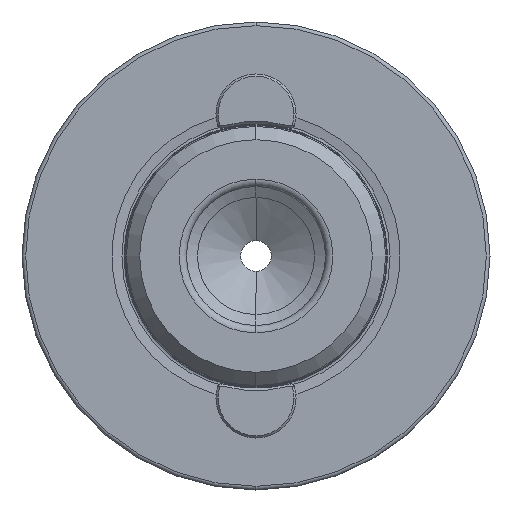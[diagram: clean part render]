
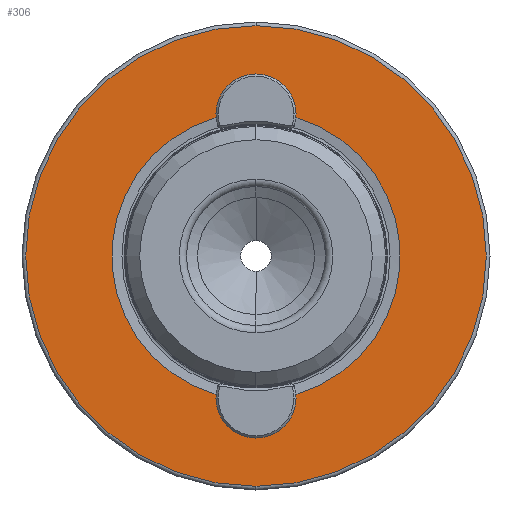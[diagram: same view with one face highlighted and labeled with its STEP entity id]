
A CAD part, left-side view. The second image highlights one B-rep face of the part: STEP entity #306.
In plain terms, the highlighted planar face has unit normal (-1, 0, 0).
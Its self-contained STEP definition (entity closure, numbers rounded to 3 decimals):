
#228 = DIRECTION ( 'NONE',  ( -1., 0., 0. ) ) ;
#280 = EDGE_CURVE ( 'NONE', #298, #1403, #2131, .T. ) ;
#298 = VERTEX_POINT ( 'NONE', #4562 ) ;
#306 = ADVANCED_FACE ( 'NONE', ( #2205, #2024 ), #4826, .F. ) ;
#383 = EDGE_CURVE ( 'NONE', #2422, #1521, #2075, .T. ) ;
#684 = AXIS2_PLACEMENT_3D ( 'NONE', #4351, #228, #1806 ) ;
#726 = AXIS2_PLACEMENT_3D ( 'NONE', #4445, #4730, #4700 ) ;
#866 = AXIS2_PLACEMENT_3D ( 'NONE', #4817, #4835, #4417 ) ;
#1064 = CARTESIAN_POINT ( 'NONE',  ( 0., -2.305, 19.58 ) ) ;
#1072 = ORIENTED_EDGE ( 'NONE', *, *, #3010, .F. ) ;
#1128 = ORIENTED_EDGE ( 'NONE', *, *, #3051, .F. ) ;
#1189 = ORIENTED_EDGE ( 'NONE', *, *, #3988, .F. ) ;
#1208 = ORIENTED_EDGE ( 'NONE', *, *, #383, .F. ) ;
#1271 = ORIENTED_EDGE ( 'NONE', *, *, #4412, .F. ) ;
#1328 = ORIENTED_EDGE ( 'NONE', *, *, #3072, .F. ) ;
#1339 = ORIENTED_EDGE ( 'NONE', *, *, #280, .T. ) ;
#1370 = CIRCLE ( 'NONE', #2415, 3. ) ;
#1395 = ORIENTED_EDGE ( 'NONE', *, *, #3079, .T. ) ;
#1403 = VERTEX_POINT ( 'NONE', #1921 ) ;
#1511 = EDGE_LOOP ( 'NONE', ( #1072, #1128, #1189, #1208, #1271, #1328 ) ) ;
#1521 = VERTEX_POINT ( 'NONE', #1064 ) ;
#1691 = CARTESIAN_POINT ( 'NONE',  ( 0., -2.305, -19.58 ) ) ;
#1747 = CIRCLE ( 'NONE', #2628, 3. ) ;
#1782 = EDGE_LOOP ( 'NONE', ( #1339, #1395 ) ) ;
#1806 = DIRECTION ( 'NONE',  ( 0., 0., 1. ) ) ;
#1827 = CARTESIAN_POINT ( 'NONE',  ( 0., 0., 21.5 ) ) ;
#1835 = DIRECTION ( 'NONE',  ( -1., 0., 0. ) ) ;
#1846 = DIRECTION ( 'NONE',  ( 0., 0., 1. ) ) ;
#1921 = CARTESIAN_POINT ( 'NONE',  ( 0., 0., -31.5 ) ) ;
#1990 = CIRCLE ( 'NONE', #4693, 3. ) ;
#2024 = FACE_OUTER_BOUND ( 'NONE', #1782, .T. ) ;
#2058 = CIRCLE ( 'NONE', #2301, 31.5 ) ;
#2075 = CIRCLE ( 'NONE', #684, 19.715 ) ;
#2112 = VERTEX_POINT ( 'NONE', #3996 ) ;
#2131 = CIRCLE ( 'NONE', #866, 31.5 ) ;
#2205 = FACE_BOUND ( 'NONE', #1511, .T. ) ;
#2301 = AXIS2_PLACEMENT_3D ( 'NONE', #4275, #4247, #4237 ) ;
#2309 = CIRCLE ( 'NONE', #2913, 19.715 ) ;
#2330 = CARTESIAN_POINT ( 'NONE',  ( 0., 0., 24.5 ) ) ;
#2415 = AXIS2_PLACEMENT_3D ( 'NONE', #4368, #4358, #4352 ) ;
#2422 = VERTEX_POINT ( 'NONE', #1691 ) ;
#2435 = CARTESIAN_POINT ( 'NONE',  ( 0., 2.305, 19.58 ) ) ;
#2569 = CARTESIAN_POINT ( 'NONE',  ( 0., 0., -24.5 ) ) ;
#2628 = AXIS2_PLACEMENT_3D ( 'NONE', #4437, #4430, #4425 ) ;
#2913 = AXIS2_PLACEMENT_3D ( 'NONE', #4753, #4727, #4723 ) ;
#3010 = EDGE_CURVE ( 'NONE', #3290, #2112, #2309, .T. ) ;
#3051 = EDGE_CURVE ( 'NONE', #4195, #3290, #1747, .T. ) ;
#3072 = EDGE_CURVE ( 'NONE', #2112, #4249, #1370, .T. ) ;
#3079 = EDGE_CURVE ( 'NONE', #1403, #298, #2058, .T. ) ;
#3290 = VERTEX_POINT ( 'NONE', #2435 ) ;
#3853 = AXIS2_PLACEMENT_3D ( 'NONE', #5129, #5135, #5146 ) ;
#3988 = EDGE_CURVE ( 'NONE', #1521, #4195, #1990, .T. ) ;
#3996 = CARTESIAN_POINT ( 'NONE',  ( 0., 2.305, -19.58 ) ) ;
#4195 = VERTEX_POINT ( 'NONE', #2330 ) ;
#4237 = DIRECTION ( 'NONE',  ( 0., 0., 1. ) ) ;
#4247 = DIRECTION ( 'NONE',  ( -1., 0., 0. ) ) ;
#4249 = VERTEX_POINT ( 'NONE', #2569 ) ;
#4275 = CARTESIAN_POINT ( 'NONE',  ( 0., 0., 0. ) ) ;
#4351 = CARTESIAN_POINT ( 'NONE',  ( 0., 0., 0. ) ) ;
#4352 = DIRECTION ( 'NONE',  ( 0., 0., 1. ) ) ;
#4358 = DIRECTION ( 'NONE',  ( -1., 0., 0. ) ) ;
#4368 = CARTESIAN_POINT ( 'NONE',  ( 0., 0., -21.5 ) ) ;
#4412 = EDGE_CURVE ( 'NONE', #4249, #2422, #4436, .T. ) ;
#4417 = DIRECTION ( 'NONE',  ( 0., 0., 1. ) ) ;
#4425 = DIRECTION ( 'NONE',  ( 0., 0., 1. ) ) ;
#4430 = DIRECTION ( 'NONE',  ( -1., 0., 0. ) ) ;
#4436 = CIRCLE ( 'NONE', #3853, 3. ) ;
#4437 = CARTESIAN_POINT ( 'NONE',  ( 0., 0., 21.5 ) ) ;
#4445 = CARTESIAN_POINT ( 'NONE',  ( 0., 0., -19.715 ) ) ;
#4562 = CARTESIAN_POINT ( 'NONE',  ( 0., 0., 31.5 ) ) ;
#4693 = AXIS2_PLACEMENT_3D ( 'NONE', #1827, #1835, #1846 ) ;
#4700 = DIRECTION ( 'NONE',  ( 0., 0., -1. ) ) ;
#4723 = DIRECTION ( 'NONE',  ( 0., 0., 1. ) ) ;
#4727 = DIRECTION ( 'NONE',  ( -1., 0., 0. ) ) ;
#4730 = DIRECTION ( 'NONE',  ( 1., 0., 0. ) ) ;
#4753 = CARTESIAN_POINT ( 'NONE',  ( 0., 0., 0. ) ) ;
#4817 = CARTESIAN_POINT ( 'NONE',  ( 0., 0., 0. ) ) ;
#4826 = PLANE ( 'NONE',  #726 ) ;
#4835 = DIRECTION ( 'NONE',  ( -1., 0., 0. ) ) ;
#5129 = CARTESIAN_POINT ( 'NONE',  ( 0., 0., -21.5 ) ) ;
#5135 = DIRECTION ( 'NONE',  ( -1., 0., 0. ) ) ;
#5146 = DIRECTION ( 'NONE',  ( 0., 0., 1. ) ) ;
